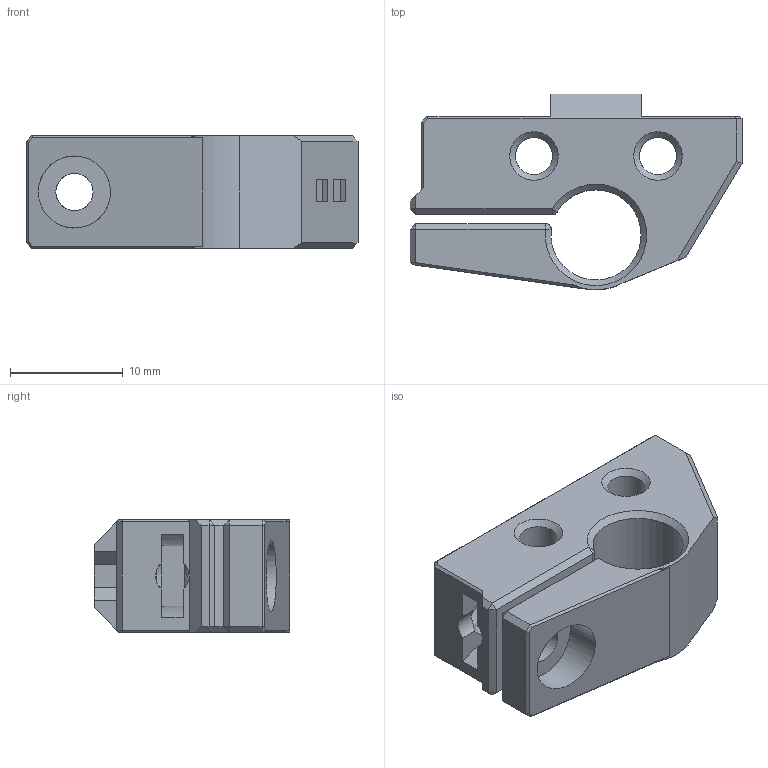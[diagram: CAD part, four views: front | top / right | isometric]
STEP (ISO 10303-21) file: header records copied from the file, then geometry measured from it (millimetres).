
FILE_DESCRIPTION(/* description */ (''),/* implementation_level */ '2;1');
FILE_NAME(/* name */ 'y-rod-holder-R2.stp',/* time_stamp */ '2023-07-10T12:32:08+02:00',/* author */ ('Eliáš Knor'),/* organization */ (''),/* preprocessor_version */ 'ST-DEVELOPER v19',/* originating_system */ 'Autodesk Inventor 2023',/* authorisation */ '');
FILE_SCHEMA (('AUTOMOTIVE_DESIGN { 1 0 10303 214 3 1 1 }'));
Length unit declared in the file: millimetre
Products named in the file (1): y_rod_holder_E2
Bounding box: 29.45 x 17.37 x 10 mm (x, y, z)
Volume: 2749.6 mm3; surface area: 2380 mm2
Topology: 1 solids, 1 shells, 148 faces, 397 edges, 245 vertices
Faces by surface type: plane 114, cylinder 20, cone 14
Full cylindrical faces by diameter (mm): 3.3 x7, 6.4 x1
Entity records: 4653 total; most frequent: CARTESIAN_POINT 881, ORIENTED_EDGE 786, DIRECTION 753, EDGE_CURVE 393, LINE 311, VECTOR 311, VERTEX_POINT 245, AXIS2_PLACEMENT_3D 221
